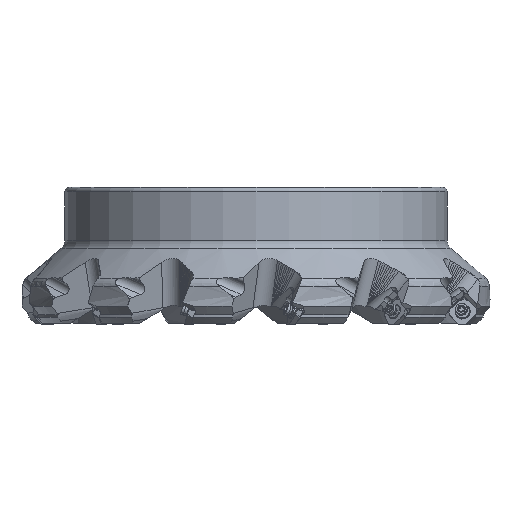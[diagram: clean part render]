
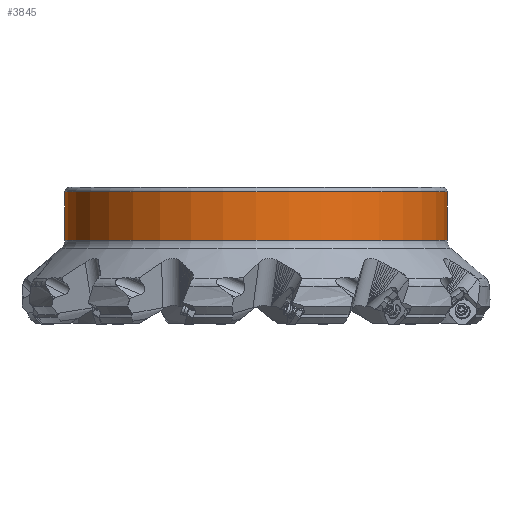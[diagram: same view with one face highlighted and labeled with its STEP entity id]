
A CAD part, front view. The second image highlights one B-rep face of the part: STEP entity #3845.
In plain terms, the highlighted cylindrical face has radius 87.5 mm (diameter 175 mm), a partial arc.
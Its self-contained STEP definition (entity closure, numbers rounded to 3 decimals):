
#653=CYLINDRICAL_SURFACE('',#37732,87.5);
#1985=FACE_OUTER_BOUND('',#8129,.T.);
#3845=ADVANCED_FACE('',(#1985),#653,.T.);
#8129=EDGE_LOOP('',(#17232,#17233,#17234,#17235));
#10197=LINE('',#60594,#12363);
#10198=LINE('',#60595,#12364);
#12363=VECTOR('',#43457,1.);
#12364=VECTOR('',#43458,1.);
#17232=ORIENTED_EDGE('',*,*,#30086,.T.);
#17233=ORIENTED_EDGE('',*,*,#30087,.F.);
#17234=ORIENTED_EDGE('',*,*,#30085,.T.);
#17235=ORIENTED_EDGE('',*,*,#30088,.F.);
#26042=VERTEX_POINT('',#60584);
#26043=VERTEX_POINT('',#60586);
#26044=VERTEX_POINT('',#60592);
#26045=VERTEX_POINT('',#60593);
#30085=EDGE_CURVE('',#26042,#26043,#34061,.T.);
#30086=EDGE_CURVE('',#26044,#26045,#34062,.T.);
#30087=EDGE_CURVE('',#26042,#26045,#10197,.T.);
#30088=EDGE_CURVE('',#26044,#26043,#10198,.T.);
#34061=CIRCLE('',#37729,87.5);
#34062=CIRCLE('',#37731,87.5);
#37729=AXIS2_PLACEMENT_3D('',#60589,#43451,#43452);
#37731=AXIS2_PLACEMENT_3D('',#60591,#43455,#43456);
#37732=AXIS2_PLACEMENT_3D('',#60596,#43459,#43460);
#43451=DIRECTION('',(0.,0.,1.));
#43452=DIRECTION('',(-1.,0.,0.));
#43455=DIRECTION('',(0.,0.,-1.));
#43456=DIRECTION('',(1.,0.,0.));
#43457=DIRECTION('',(0.,0.,1.));
#43458=DIRECTION('',(0.,0.,-1.));
#43459=DIRECTION('',(0.,0.,-1.));
#43460=DIRECTION('',(1.,0.,0.));
#60584=CARTESIAN_POINT('',(-87.5,0.,-24.252));
#60586=CARTESIAN_POINT('',(87.5,0.,-24.252));
#60589=CARTESIAN_POINT('',(0.,0.,-24.252));
#60591=CARTESIAN_POINT('',(0.,0.,-2.));
#60592=CARTESIAN_POINT('',(87.5,0.,-2.));
#60593=CARTESIAN_POINT('',(-87.5,0.,-2.));
#60594=CARTESIAN_POINT('',(-87.5,0.,-24.252));
#60595=CARTESIAN_POINT('',(87.5,0.,-2.));
#60596=CARTESIAN_POINT('',(0.,0.,-1.555));
